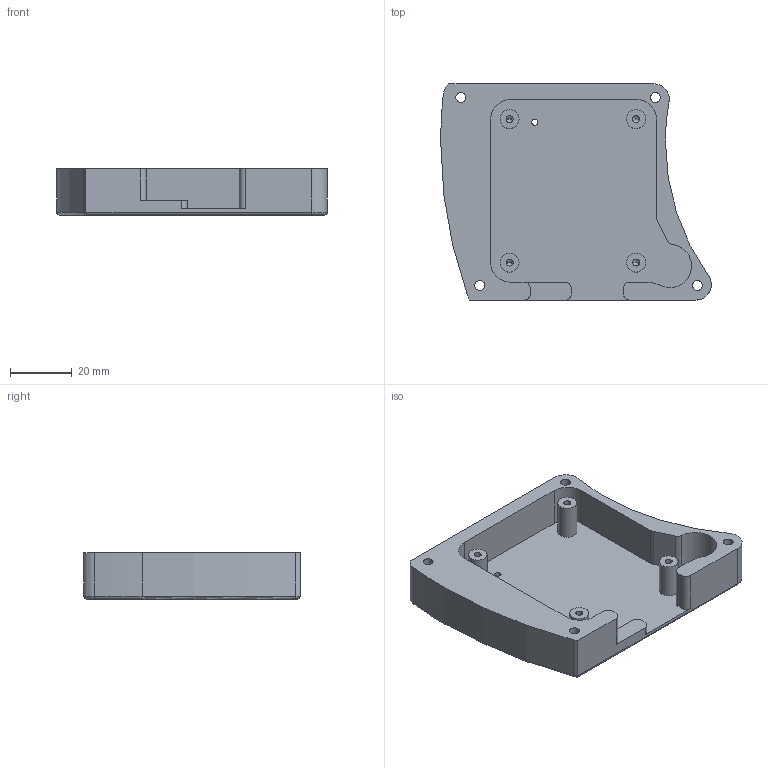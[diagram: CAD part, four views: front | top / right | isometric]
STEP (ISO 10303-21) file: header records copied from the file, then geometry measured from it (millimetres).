
FILE_DESCRIPTION (( 'STEP AP203' ), '1' );
FILE_NAME ('014950_GEO_B.STEP', '2017-11-02T22:57:55', ( '' ), ( '' ), 'SwSTEP 2.0', 'SolidWorks 2016', '' );
FILE_SCHEMA (( 'CONFIG_CONTROL_DESIGN' ));
Length unit declared in the file: millimetre
Products named in the file (1): 014950_GEO_B
Bounding box: 87.57 x 70 x 15 mm (x, y, z)
Volume: 34245.8 mm3; surface area: 18748.1 mm2
Topology: 1 solids, 1 shells, 94 faces, 240 edges, 148 vertices
Faces by surface type: cylinder 51, plane 19, cone 16, torus 8
Entity records: 2929 total; most frequent: DIRECTION 544, CARTESIAN_POINT 491, ORIENTED_EDGE 464, EDGE_CURVE 232, AXIS2_PLACEMENT_3D 219, VERTEX_POINT 148, CIRCLE 124, EDGE_LOOP 112
